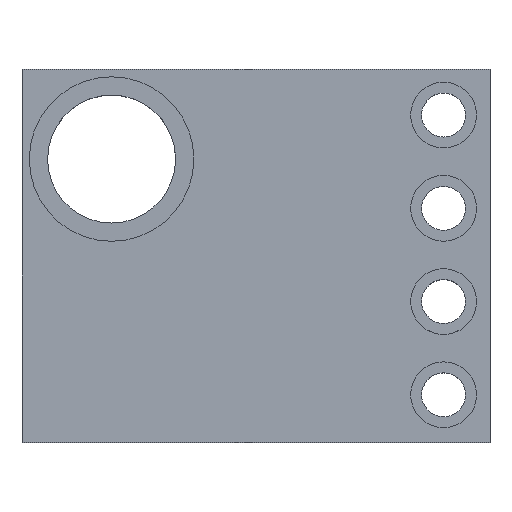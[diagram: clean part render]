
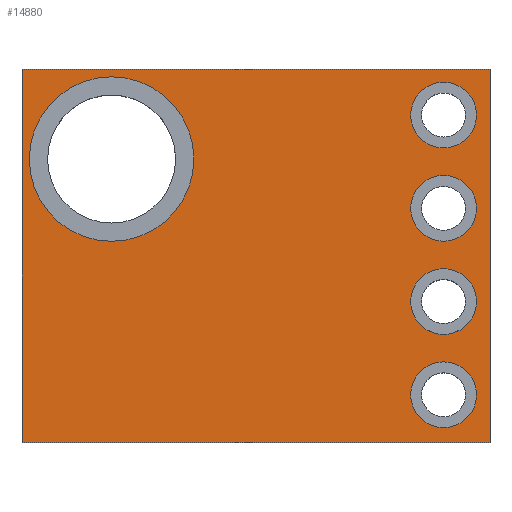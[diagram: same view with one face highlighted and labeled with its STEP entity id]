
A CAD part, top view. The second image highlights one B-rep face of the part: STEP entity #14880.
In plain terms, the highlighted planar face has unit normal (0, 0, 1).
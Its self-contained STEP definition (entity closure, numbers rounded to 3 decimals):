
#247=FACE_BOUND('',#2358,.T.);
#248=FACE_BOUND('',#2359,.T.);
#249=FACE_BOUND('',#2360,.T.);
#250=FACE_BOUND('',#2361,.T.);
#251=FACE_BOUND('',#2362,.T.);
#468=CIRCLE('',#15871,0.9);
#471=CIRCLE('',#15876,0.9);
#474=CIRCLE('',#15881,0.9);
#477=CIRCLE('',#15886,0.9);
#481=CIRCLE('',#15897,2.25);
#1547=FACE_OUTER_BOUND('',#2357,.T.);
#2357=EDGE_LOOP('',(#13469,#13470,#13471,#13472));
#2358=EDGE_LOOP('',(#13473));
#2359=EDGE_LOOP('',(#13474));
#2360=EDGE_LOOP('',(#13475));
#2361=EDGE_LOOP('',(#13476));
#2362=EDGE_LOOP('',(#13477));
#4127=LINE('',#27833,#5895);
#4130=LINE('',#27839,#5898);
#4133=LINE('',#27845,#5901);
#4136=LINE('',#27849,#5904);
#5895=VECTOR('',#19609,10.);
#5898=VECTOR('',#19614,10.);
#5901=VECTOR('',#19619,10.);
#5904=VECTOR('',#19624,10.);
#7228=VERTEX_POINT('',#27765);
#7231=VERTEX_POINT('',#27774);
#7234=VERTEX_POINT('',#27783);
#7237=VERTEX_POINT('',#27792);
#7241=VERTEX_POINT('',#27813);
#7247=VERTEX_POINT('',#27830);
#7248=VERTEX_POINT('',#27832);
#7250=VERTEX_POINT('',#27838);
#7252=VERTEX_POINT('',#27844);
#9292=EDGE_CURVE('',#7228,#7228,#468,.T.);
#9296=EDGE_CURVE('',#7231,#7231,#471,.T.);
#9300=EDGE_CURVE('',#7234,#7234,#474,.T.);
#9304=EDGE_CURVE('',#7237,#7237,#477,.T.);
#9313=EDGE_CURVE('',#7241,#7241,#481,.T.);
#9321=EDGE_CURVE('',#7248,#7247,#4127,.T.);
#9324=EDGE_CURVE('',#7250,#7248,#4130,.T.);
#9327=EDGE_CURVE('',#7252,#7250,#4133,.T.);
#9330=EDGE_CURVE('',#7247,#7252,#4136,.T.);
#13469=ORIENTED_EDGE('',*,*,#9330,.T.);
#13470=ORIENTED_EDGE('',*,*,#9327,.T.);
#13471=ORIENTED_EDGE('',*,*,#9324,.T.);
#13472=ORIENTED_EDGE('',*,*,#9321,.T.);
#13473=ORIENTED_EDGE('',*,*,#9292,.T.);
#13474=ORIENTED_EDGE('',*,*,#9296,.T.);
#13475=ORIENTED_EDGE('',*,*,#9300,.T.);
#13476=ORIENTED_EDGE('',*,*,#9304,.T.);
#13477=ORIENTED_EDGE('',*,*,#9313,.T.);
#14102=PLANE('',#15908);
#14880=ADVANCED_FACE('',(#1547,#247,#248,#249,#250,#251),#14102,.T.);
#15871=AXIS2_PLACEMENT_3D('',#27767,#19529,#19530);
#15876=AXIS2_PLACEMENT_3D('',#27776,#19540,#19541);
#15881=AXIS2_PLACEMENT_3D('',#27785,#19551,#19552);
#15886=AXIS2_PLACEMENT_3D('',#27794,#19562,#19563);
#15897=AXIS2_PLACEMENT_3D('',#27814,#19589,#19590);
#15908=AXIS2_PLACEMENT_3D('',#27850,#19625,#19626);
#19529=DIRECTION('center_axis',(0.,0.,-1.));
#19530=DIRECTION('ref_axis',(1.,0.,0.));
#19540=DIRECTION('center_axis',(0.,0.,-1.));
#19541=DIRECTION('ref_axis',(1.,0.,0.));
#19551=DIRECTION('center_axis',(0.,0.,-1.));
#19552=DIRECTION('ref_axis',(1.,0.,0.));
#19562=DIRECTION('center_axis',(0.,0.,-1.));
#19563=DIRECTION('ref_axis',(1.,0.,0.));
#19589=DIRECTION('center_axis',(0.,0.,-1.));
#19590=DIRECTION('ref_axis',(1.,0.,0.));
#19609=DIRECTION('',(0.,-1.,0.));
#19614=DIRECTION('',(-1.,0.,0.));
#19619=DIRECTION('',(0.,1.,0.));
#19624=DIRECTION('',(1.,0.,0.));
#19625=DIRECTION('center_axis',(0.,0.,1.));
#19626=DIRECTION('ref_axis',(1.,0.,0.));
#27765=CARTESIAN_POINT('',(4.23,-1.247,1.5));
#27767=CARTESIAN_POINT('Origin',(5.13,-1.247,1.5));
#27774=CARTESIAN_POINT('',(4.23,-3.797,1.5));
#27776=CARTESIAN_POINT('Origin',(5.13,-3.797,1.5));
#27783=CARTESIAN_POINT('',(4.23,1.303,1.5));
#27785=CARTESIAN_POINT('Origin',(5.13,1.303,1.5));
#27792=CARTESIAN_POINT('',(4.23,3.853,1.5));
#27794=CARTESIAN_POINT('Origin',(5.13,3.853,1.5));
#27813=CARTESIAN_POINT('',(-6.2,2.65,1.5));
#27814=CARTESIAN_POINT('Origin',(-3.95,2.65,1.5));
#27830=CARTESIAN_POINT('',(-6.4,-5.1,1.5));
#27832=CARTESIAN_POINT('',(-6.4,5.1,1.5));
#27833=CARTESIAN_POINT('',(-6.4,-5.1,1.5));
#27838=CARTESIAN_POINT('',(6.4,5.1,1.5));
#27839=CARTESIAN_POINT('',(-6.4,5.1,1.5));
#27844=CARTESIAN_POINT('',(6.4,-5.1,1.5));
#27845=CARTESIAN_POINT('',(6.4,5.1,1.5));
#27849=CARTESIAN_POINT('',(6.4,-5.1,1.5));
#27850=CARTESIAN_POINT('Origin',(0.,0.,1.5));
